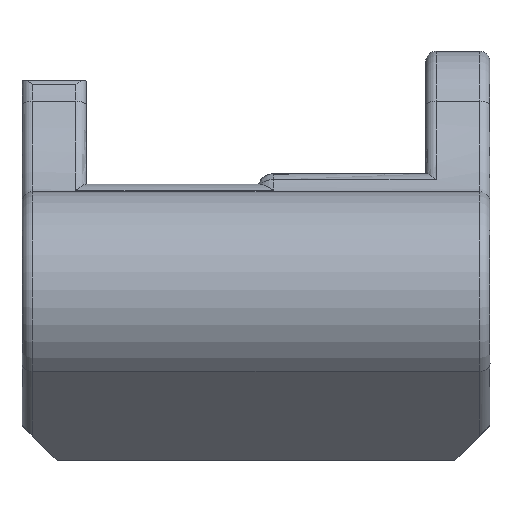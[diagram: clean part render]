
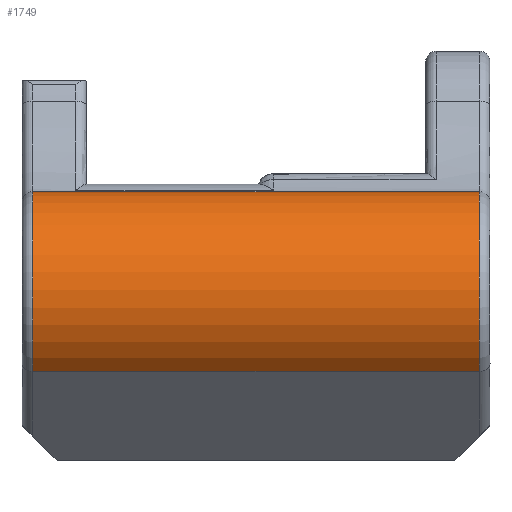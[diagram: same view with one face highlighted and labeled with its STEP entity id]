
A CAD part, front view. The second image highlights one B-rep face of the part: STEP entity #1749.
In plain terms, the highlighted cylindrical face has radius 4.5 mm (diameter 9 mm), a partial arc.
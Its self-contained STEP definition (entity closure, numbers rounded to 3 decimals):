
#167=LINE('',#3046,#250);
#210=LINE('',#3946,#293);
#250=VECTOR('',#2196,1.);
#293=VECTOR('',#2405,1.);
#333=CYLINDRICAL_SURFACE('',#1959,4.5);
#406=FACE_OUTER_BOUND('',#518,.T.);
#518=EDGE_LOOP('',(#1466,#1467,#1468,#1469));
#652=CIRCLE('',#1960,4.5);
#653=CIRCLE('',#1961,4.5);
#746=VERTEX_POINT('',#3043);
#747=VERTEX_POINT('',#3045);
#823=VERTEX_POINT('',#3943);
#824=VERTEX_POINT('',#3945);
#931=EDGE_CURVE('',#746,#747,#167,.T.);
#1056=EDGE_CURVE('',#823,#746,#652,.T.);
#1057=EDGE_CURVE('',#823,#824,#210,.T.);
#1058=EDGE_CURVE('',#747,#824,#653,.T.);
#1466=ORIENTED_EDGE('',*,*,#1056,.F.);
#1467=ORIENTED_EDGE('',*,*,#1057,.T.);
#1468=ORIENTED_EDGE('',*,*,#1058,.F.);
#1469=ORIENTED_EDGE('',*,*,#931,.F.);
#1749=ADVANCED_FACE('',(#406),#333,.T.);
#1959=AXIS2_PLACEMENT_3D('',#3942,#2401,#2402);
#1960=AXIS2_PLACEMENT_3D('',#3944,#2403,#2404);
#1961=AXIS2_PLACEMENT_3D('',#3947,#2406,#2407);
#2196=DIRECTION('',(1.,0.,0.));
#2401=DIRECTION('center_axis',(1.,0.,0.));
#2402=DIRECTION('ref_axis',(0.,0.373,0.928));
#2403=DIRECTION('center_axis',(-1.,0.,0.));
#2404=DIRECTION('ref_axis',(0.,-0.834,0.551));
#2405=DIRECTION('',(1.,0.,0.));
#2406=DIRECTION('center_axis',(1.,0.,0.));
#2407=DIRECTION('ref_axis',(0.,-0.834,0.551));
#3043=CARTESIAN_POINT('',(-70.371,24.564,11.718));
#3045=CARTESIAN_POINT('',(-51.271,24.564,11.718));
#3046=CARTESIAN_POINT('',(-70.821,24.564,11.718));
#3942=CARTESIAN_POINT('Origin',(-70.821,22.886,7.543));
#3943=CARTESIAN_POINT('',(-70.371,19.703,4.361));
#3944=CARTESIAN_POINT('Origin',(-70.371,22.886,7.543));
#3945=CARTESIAN_POINT('',(-51.271,19.703,4.361));
#3946=CARTESIAN_POINT('',(-70.821,19.703,4.361));
#3947=CARTESIAN_POINT('Origin',(-51.271,22.886,7.543));
